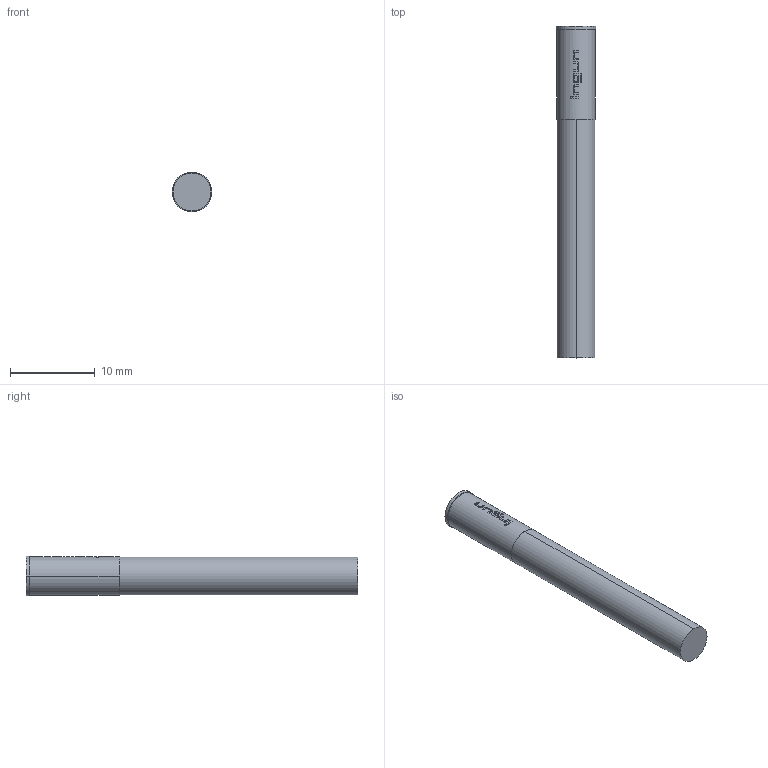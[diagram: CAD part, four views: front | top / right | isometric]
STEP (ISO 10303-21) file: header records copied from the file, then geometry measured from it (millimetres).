
FILE_DESCRIPTION (( 'STEP AP203' ), '1' );
FILE_NAME ('INGUN_KS-399.STEP', '2022-02-09T05:17:13', ( 'ochi' ), ( '' ), 'SwSTEP 2.0', 'SolidWorks 2018', '' );
FILE_SCHEMA (( 'CONFIG_CONTROL_DESIGN' ));
Length unit declared in the file: millimetre
Products named in the file (1): INGUN_KS-399
Bounding box: 4.7 x 39.2 x 4.7 mm (x, y, z)
Volume: 618 mm3; surface area: 587 mm2
Topology: 1 solids, 1 shells, 83 faces, 216 edges, 144 vertices
Faces by surface type: plane 47, bspline 22, cylinder 14
Entity records: 2985 total; most frequent: CARTESIAN_POINT 1050, ORIENTED_EDGE 432, DIRECTION 306, EDGE_CURVE 216, VERTEX_POINT 144, AXIS2_PLACEMENT_3D 116, EDGE_LOOP 92, B_SPLINE_CURVE_WITH_KNOTS 88
